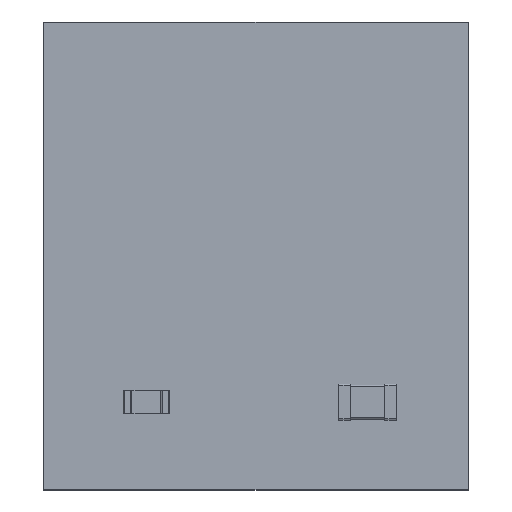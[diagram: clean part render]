
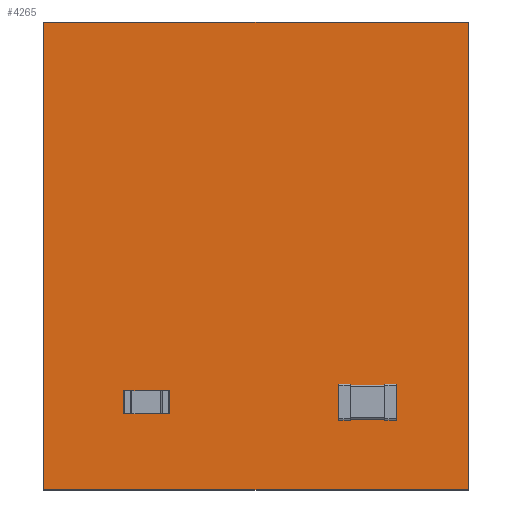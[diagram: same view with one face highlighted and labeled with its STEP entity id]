
A CAD part, top view. The second image highlights one B-rep face of the part: STEP entity #4265.
In plain terms, the highlighted planar face has unit normal (0, 0, 1).
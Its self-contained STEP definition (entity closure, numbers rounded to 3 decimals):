
#3951 = VERTEX_POINT('',#3952);
#3952 = CARTESIAN_POINT('',(156.972,-109.22,1.6));
#3959 = PLANE('',#3960);
#3960 = AXIS2_PLACEMENT_3D('',#3961,#3962,#3963);
#3961 = CARTESIAN_POINT('',(156.972,-109.22,0.));
#3962 = DIRECTION('',(0.,-1.,0.));
#3963 = DIRECTION('',(-1.,0.,0.));
#3971 = PLANE('',#3972);
#3972 = AXIS2_PLACEMENT_3D('',#3973,#3974,#3975);
#3973 = CARTESIAN_POINT('',(156.972,-92.964,0.));
#3974 = DIRECTION('',(1.,0.,0.));
#3975 = DIRECTION('',(0.,-1.,0.));
#3983 = EDGE_CURVE('',#3951,#3984,#3986,.T.);
#3984 = VERTEX_POINT('',#3985);
#3985 = CARTESIAN_POINT('',(142.24,-109.22,1.6));
#3986 = SURFACE_CURVE('',#3987,(#3991,#3998),.PCURVE_S1.);
#3987 = LINE('',#3988,#3989);
#3988 = CARTESIAN_POINT('',(156.972,-109.22,1.6));
#3989 = VECTOR('',#3990,1.);
#3990 = DIRECTION('',(-1.,0.,0.));
#3991 = PCURVE('',#3959,#3992);
#3992 = DEFINITIONAL_REPRESENTATION('',(#3993),#3997);
#3993 = LINE('',#3994,#3995);
#3994 = CARTESIAN_POINT('',(0.,-1.6));
#3995 = VECTOR('',#3996,1.);
#3996 = DIRECTION('',(1.,0.));
#3997 = ( GEOMETRIC_REPRESENTATION_CONTEXT(2) 
PARAMETRIC_REPRESENTATION_CONTEXT() REPRESENTATION_CONTEXT('2D SPACE',''
  ) );
#3998 = PCURVE('',#3999,#4004);
#3999 = PLANE('',#4000);
#4000 = AXIS2_PLACEMENT_3D('',#4001,#4002,#4003);
#4001 = CARTESIAN_POINT('',(149.606,-101.092,1.6));
#4002 = DIRECTION('',(0.,0.,-1.));
#4003 = DIRECTION('',(-1.,0.,0.));
#4004 = DEFINITIONAL_REPRESENTATION('',(#4005),#4009);
#4005 = LINE('',#4006,#4007);
#4006 = CARTESIAN_POINT('',(-7.366,-8.128));
#4007 = VECTOR('',#4008,1.);
#4008 = DIRECTION('',(1.,0.));
#4009 = ( GEOMETRIC_REPRESENTATION_CONTEXT(2) 
PARAMETRIC_REPRESENTATION_CONTEXT() REPRESENTATION_CONTEXT('2D SPACE',''
  ) );
#4027 = PLANE('',#4028);
#4028 = AXIS2_PLACEMENT_3D('',#4029,#4030,#4031);
#4029 = CARTESIAN_POINT('',(142.24,-109.22,0.));
#4030 = DIRECTION('',(-1.,0.,0.));
#4031 = DIRECTION('',(0.,1.,0.));
#4069 = EDGE_CURVE('',#3984,#4070,#4072,.T.);
#4070 = VERTEX_POINT('',#4071);
#4071 = CARTESIAN_POINT('',(142.24,-92.964,1.6));
#4072 = SURFACE_CURVE('',#4073,(#4077,#4084),.PCURVE_S1.);
#4073 = LINE('',#4074,#4075);
#4074 = CARTESIAN_POINT('',(142.24,-109.22,1.6));
#4075 = VECTOR('',#4076,1.);
#4076 = DIRECTION('',(0.,1.,0.));
#4077 = PCURVE('',#4027,#4078);
#4078 = DEFINITIONAL_REPRESENTATION('',(#4079),#4083);
#4079 = LINE('',#4080,#4081);
#4080 = CARTESIAN_POINT('',(0.,-1.6));
#4081 = VECTOR('',#4082,1.);
#4082 = DIRECTION('',(1.,0.));
#4083 = ( GEOMETRIC_REPRESENTATION_CONTEXT(2) 
PARAMETRIC_REPRESENTATION_CONTEXT() REPRESENTATION_CONTEXT('2D SPACE',''
  ) );
#4084 = PCURVE('',#3999,#4085);
#4085 = DEFINITIONAL_REPRESENTATION('',(#4086),#4090);
#4086 = LINE('',#4087,#4088);
#4087 = CARTESIAN_POINT('',(7.366,-8.128));
#4088 = VECTOR('',#4089,1.);
#4089 = DIRECTION('',(0.,1.));
#4090 = ( GEOMETRIC_REPRESENTATION_CONTEXT(2) 
PARAMETRIC_REPRESENTATION_CONTEXT() REPRESENTATION_CONTEXT('2D SPACE',''
  ) );
#4108 = PLANE('',#4109);
#4109 = AXIS2_PLACEMENT_3D('',#4110,#4111,#4112);
#4110 = CARTESIAN_POINT('',(142.24,-92.964,0.));
#4111 = DIRECTION('',(0.,1.,0.));
#4112 = DIRECTION('',(1.,0.,0.));
#4145 = EDGE_CURVE('',#4070,#4146,#4148,.T.);
#4146 = VERTEX_POINT('',#4147);
#4147 = CARTESIAN_POINT('',(156.972,-92.964,1.6));
#4148 = SURFACE_CURVE('',#4149,(#4153,#4160),.PCURVE_S1.);
#4149 = LINE('',#4150,#4151);
#4150 = CARTESIAN_POINT('',(142.24,-92.964,1.6));
#4151 = VECTOR('',#4152,1.);
#4152 = DIRECTION('',(1.,0.,0.));
#4153 = PCURVE('',#4108,#4154);
#4154 = DEFINITIONAL_REPRESENTATION('',(#4155),#4159);
#4155 = LINE('',#4156,#4157);
#4156 = CARTESIAN_POINT('',(0.,-1.6));
#4157 = VECTOR('',#4158,1.);
#4158 = DIRECTION('',(1.,0.));
#4159 = ( GEOMETRIC_REPRESENTATION_CONTEXT(2) 
PARAMETRIC_REPRESENTATION_CONTEXT() REPRESENTATION_CONTEXT('2D SPACE',''
  ) );
#4160 = PCURVE('',#3999,#4161);
#4161 = DEFINITIONAL_REPRESENTATION('',(#4162),#4166);
#4162 = LINE('',#4163,#4164);
#4163 = CARTESIAN_POINT('',(7.366,8.128));
#4164 = VECTOR('',#4165,1.);
#4165 = DIRECTION('',(-1.,0.));
#4166 = ( GEOMETRIC_REPRESENTATION_CONTEXT(2) 
PARAMETRIC_REPRESENTATION_CONTEXT() REPRESENTATION_CONTEXT('2D SPACE',''
  ) );
#4216 = EDGE_CURVE('',#4146,#3951,#4217,.T.);
#4217 = SURFACE_CURVE('',#4218,(#4222,#4229),.PCURVE_S1.);
#4218 = LINE('',#4219,#4220);
#4219 = CARTESIAN_POINT('',(156.972,-92.964,1.6));
#4220 = VECTOR('',#4221,1.);
#4221 = DIRECTION('',(0.,-1.,0.));
#4222 = PCURVE('',#3971,#4223);
#4223 = DEFINITIONAL_REPRESENTATION('',(#4224),#4228);
#4224 = LINE('',#4225,#4226);
#4225 = CARTESIAN_POINT('',(0.,-1.6));
#4226 = VECTOR('',#4227,1.);
#4227 = DIRECTION('',(1.,0.));
#4228 = ( GEOMETRIC_REPRESENTATION_CONTEXT(2) 
PARAMETRIC_REPRESENTATION_CONTEXT() REPRESENTATION_CONTEXT('2D SPACE',''
  ) );
#4229 = PCURVE('',#3999,#4230);
#4230 = DEFINITIONAL_REPRESENTATION('',(#4231),#4235);
#4231 = LINE('',#4232,#4233);
#4232 = CARTESIAN_POINT('',(-7.366,8.128));
#4233 = VECTOR('',#4234,1.);
#4234 = DIRECTION('',(0.,-1.));
#4235 = ( GEOMETRIC_REPRESENTATION_CONTEXT(2) 
PARAMETRIC_REPRESENTATION_CONTEXT() REPRESENTATION_CONTEXT('2D SPACE',''
  ) );
#4265 = ADVANCED_FACE('',(#4266),#3999,.F.);
#4266 = FACE_BOUND('',#4267,.F.);
#4267 = EDGE_LOOP('',(#4268,#4269,#4270,#4271));
#4268 = ORIENTED_EDGE('',*,*,#3983,.T.);
#4269 = ORIENTED_EDGE('',*,*,#4069,.T.);
#4270 = ORIENTED_EDGE('',*,*,#4145,.T.);
#4271 = ORIENTED_EDGE('',*,*,#4216,.T.);
